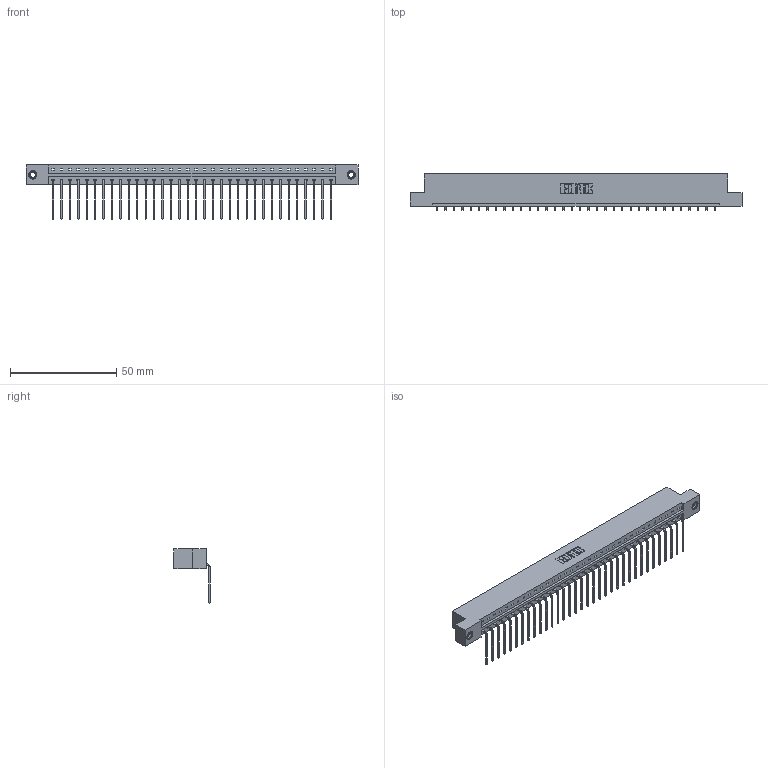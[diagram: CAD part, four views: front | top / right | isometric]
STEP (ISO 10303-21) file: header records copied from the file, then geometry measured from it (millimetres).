
FILE_DESCRIPTION (( 'STEP AP203' ), '1' );
FILE_NAME ('333-034-559-107.STEP', '2018-08-02T23:02:49', ( '' ), ( '' ), 'SwSTEP 2.0', 'SolidWorks 2016', '' );
FILE_SCHEMA (( 'CONFIG_CONTROL_DESIGN' ));
Length unit declared in the file: inch
Products named in the file (4): 333 Part_Flush - .156 Dia - TI; 345-292-001_558 559 Tail - 1; 345-250-001_345-250-005-103; 333-034-559-107
Assembly tree (37 placements, depth 2):
  333-034-559-107
    333 Part_Flush - .156 Dia - TI
    345-292-001_558 559 Tail - 1  x34
    345-250-001_345-250-005-103  x2
Bounding box: 156.26 x 17.09 x 25.53 mm (x, y, z)
Volume: 15755.2 mm3; surface area: 17726.7 mm2
Topology: 37 solids, 37 shells, 2214 faces, 6635 edges, 4370 vertices
Faces by surface type: plane 1598, cylinder 600, cone 12, torus 4
Entity records: 23090 total; most frequent: CARTESIAN_POINT 3967, ORIENTED_EDGE 3930, DIRECTION 3395, EDGE_CURVE 1965, LINE 1817, VECTOR 1817, VERTEX_POINT 1304, AXIS2_PLACEMENT_3D 789
